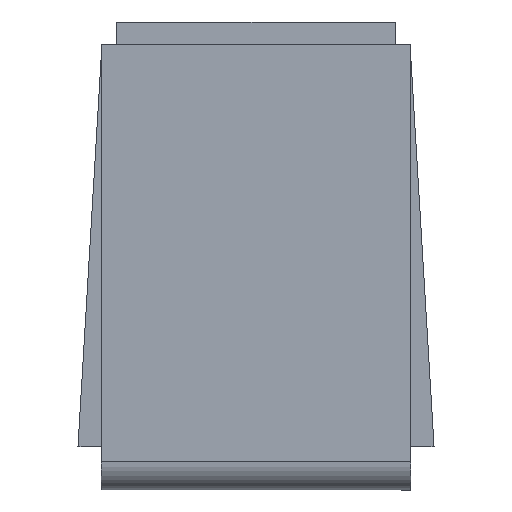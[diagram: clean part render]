
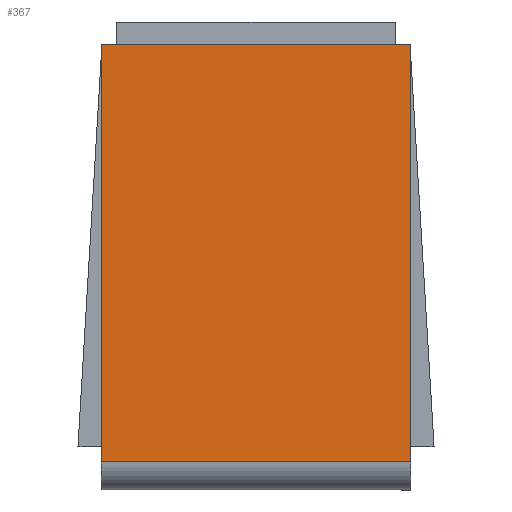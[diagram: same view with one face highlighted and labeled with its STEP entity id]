
A CAD part, top view. The second image highlights one B-rep face of the part: STEP entity #367.
In plain terms, the highlighted planar face has unit normal (0, 0, 1).
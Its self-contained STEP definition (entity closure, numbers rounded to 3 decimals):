
#34=FACE_OUTER_BOUND('',#56,.T.);
#56=EDGE_LOOP('',(#293,#294,#295,#296));
#82=LINE('',#546,#128);
#96=LINE('',#575,#142);
#97=LINE('',#578,#143);
#98=LINE('',#579,#144);
#128=VECTOR('',#448,10.);
#142=VECTOR('',#474,10.);
#143=VECTOR('',#477,10.);
#144=VECTOR('',#478,10.);
#170=VERTEX_POINT('',#542);
#171=VERTEX_POINT('',#544);
#180=VERTEX_POINT('',#573);
#181=VERTEX_POINT('',#577);
#208=EDGE_CURVE('',#170,#171,#82,.T.);
#222=EDGE_CURVE('',#180,#171,#96,.F.);
#223=EDGE_CURVE('',#181,#180,#97,.T.);
#224=EDGE_CURVE('',#170,#181,#98,.F.);
#293=ORIENTED_EDGE('',*,*,#223,.F.);
#294=ORIENTED_EDGE('',*,*,#224,.F.);
#295=ORIENTED_EDGE('',*,*,#208,.T.);
#296=ORIENTED_EDGE('',*,*,#222,.F.);
#346=PLANE('',#404);
#367=ADVANCED_FACE('',(#34),#346,.F.);
#404=AXIS2_PLACEMENT_3D('',#576,#475,#476);
#448=DIRECTION('',(1.,0.,0.));
#474=DIRECTION('',(0.,1.,0.));
#475=DIRECTION('center_axis',(0.,0.,
-1.));
#476=DIRECTION('ref_axis',(0.,1.,0.));
#477=DIRECTION('',(1.,0.,0.));
#478=DIRECTION('',(0.,-1.,0.));
#542=CARTESIAN_POINT('',(-16.425,-20.687,5.6));
#544=CARTESIAN_POINT('',(16.425,-20.687,5.6));
#546=CARTESIAN_POINT('',(18.5,-20.687,5.6));
#573=CARTESIAN_POINT('',(16.425,23.687,5.6));
#575=CARTESIAN_POINT('',(16.425,-7.887,5.6));
#576=CARTESIAN_POINT('Origin',(-21.5,-18.587,5.6));
#577=CARTESIAN_POINT('',(-16.425,23.687,5.6));
#578=CARTESIAN_POINT('',(-11.,23.687,5.6));
#579=CARTESIAN_POINT('',(-16.425,-7.887,5.6));
